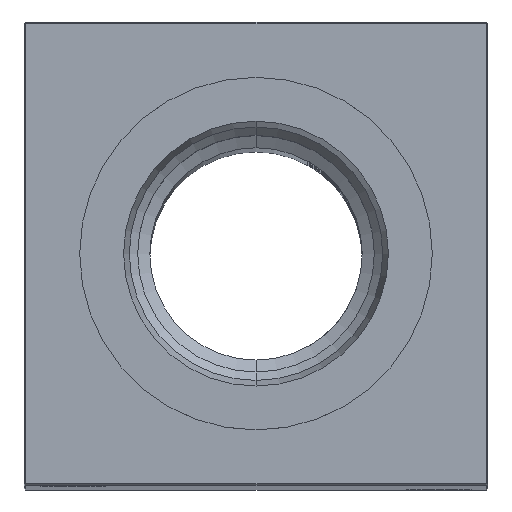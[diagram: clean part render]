
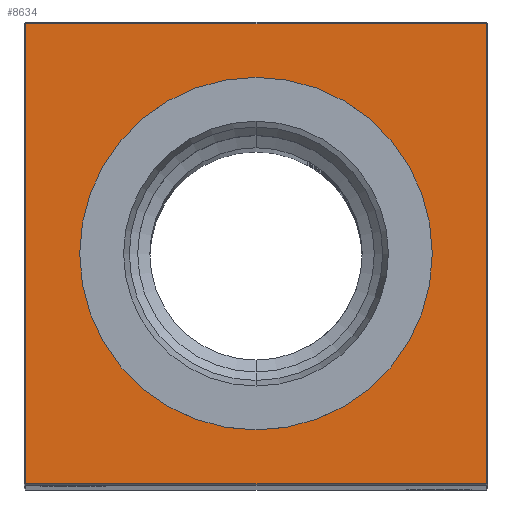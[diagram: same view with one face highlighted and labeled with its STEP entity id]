
A CAD part, top view. The second image highlights one B-rep face of the part: STEP entity #8634.
In plain terms, the highlighted planar face has unit normal (0, 0, 1).
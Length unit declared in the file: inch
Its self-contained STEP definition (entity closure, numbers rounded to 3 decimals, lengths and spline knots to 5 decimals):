
#1452 = CARTESIAN_POINT ( 'NONE',  ( 0., 1.14173, 17.5 ) ) ;
#1747 = ORIENTED_EDGE ( 'NONE', *, *, #10144, .T. ) ;
#1754 = CARTESIAN_POINT ( 'NONE',  ( 0., 0., 17.5 ) ) ;
#1921 = LINE ( 'NONE', #8501, #9097 ) ;
#2411 = ORIENTED_EDGE ( 'NONE', *, *, #22724, .T. ) ;
#2738 = EDGE_LOOP ( 'NONE', ( #1747, #8764, #3808, #2411 ) ) ;
#2900 = DIRECTION ( 'NONE',  ( 0., 1., 0. ) ) ;
#3808 = ORIENTED_EDGE ( 'NONE', *, *, #9054, .T. ) ;
#4323 = VERTEX_POINT ( 'NONE', #14359 ) ;
#4753 = CARTESIAN_POINT ( 'NONE',  ( 0., -1.49, 17.5 ) ) ;
#5120 = VERTEX_POINT ( 'NONE', #23142 ) ;
#5371 = CARTESIAN_POINT ( 'NONE',  ( 1.49, 0., 17.5 ) ) ;
#5448 = DIRECTION ( 'NONE',  ( 0., 0., -1. ) ) ;
#7623 = VERTEX_POINT ( 'NONE', #1452 ) ;
#7721 = AXIS2_PLACEMENT_3D ( 'NONE', #24287, #5448, #11780 ) ;
#7839 = VECTOR ( 'NONE', #2900, 39.37008 ) ;
#8007 = AXIS2_PLACEMENT_3D ( 'NONE', #24975, #12739, #8065 ) ;
#8065 = DIRECTION ( 'NONE',  ( -1., 0., 0. ) ) ;
#8501 = CARTESIAN_POINT ( 'NONE',  ( -1.49, 0., 17.5 ) ) ;
#8634 = ADVANCED_FACE ( 'NONE', ( #25241, #25385 ), #14801, .F. ) ;
#8764 = ORIENTED_EDGE ( 'NONE', *, *, #25712, .T. ) ;
#8845 = CARTESIAN_POINT ( 'NONE',  ( -1.49, -1.49, 17.5 ) ) ;
#9054 = EDGE_CURVE ( 'NONE', #4323, #11790, #15827, .T. ) ;
#9097 = VECTOR ( 'NONE', #16631, 39.37008 ) ;
#9441 = CIRCLE ( 'NONE', #10308, 1.14173 ) ;
#9546 = VECTOR ( 'NONE', #13420, 39.37008 ) ;
#9647 = EDGE_CURVE ( 'NONE', #12353, #7623, #9441, .T. ) ;
#10133 = DIRECTION ( 'NONE',  ( -1., 0., 0. ) ) ;
#10144 = EDGE_CURVE ( 'NONE', #5120, #17686, #1921, .T. ) ;
#10308 = AXIS2_PLACEMENT_3D ( 'NONE', #1754, #12332, #10133 ) ;
#10748 = CARTESIAN_POINT ( 'NONE',  ( 1.49, 1.49, 17.5 ) ) ;
#11780 = DIRECTION ( 'NONE',  ( -1., 0., 0. ) ) ;
#11790 = VERTEX_POINT ( 'NONE', #10748 ) ;
#12332 = DIRECTION ( 'NONE',  ( 0., 0., -1. ) ) ;
#12353 = VERTEX_POINT ( 'NONE', #23294 ) ;
#12739 = DIRECTION ( 'NONE',  ( 0., 0., -1. ) ) ;
#13420 = DIRECTION ( 'NONE',  ( 1., 0., 0. ) ) ;
#13970 = LINE ( 'NONE', #16025, #25057 ) ;
#14045 = EDGE_CURVE ( 'NONE', #7623, #12353, #16068, .T. ) ;
#14359 = CARTESIAN_POINT ( 'NONE',  ( 1.49, -1.49, 17.5 ) ) ;
#14801 = PLANE ( 'NONE',  #8007 ) ;
#15099 = ORIENTED_EDGE ( 'NONE', *, *, #9647, .T. ) ;
#15827 = LINE ( 'NONE', #5371, #7839 ) ;
#16025 = CARTESIAN_POINT ( 'NONE',  ( 0., 1.49, 17.5 ) ) ;
#16068 = CIRCLE ( 'NONE', #7721, 1.14173 ) ;
#16631 = DIRECTION ( 'NONE',  ( 0., -1., 0. ) ) ;
#17686 = VERTEX_POINT ( 'NONE', #8845 ) ;
#19337 = LINE ( 'NONE', #4753, #9546 ) ;
#19736 = ORIENTED_EDGE ( 'NONE', *, *, #14045, .T. ) ;
#22724 = EDGE_CURVE ( 'NONE', #11790, #5120, #13970, .T. ) ;
#23142 = CARTESIAN_POINT ( 'NONE',  ( -1.49, 1.49, 17.5 ) ) ;
#23294 = CARTESIAN_POINT ( 'NONE',  ( 0., -1.14173, 17.5 ) ) ;
#24287 = CARTESIAN_POINT ( 'NONE',  ( 0., 0., 17.5 ) ) ;
#24975 = CARTESIAN_POINT ( 'NONE',  ( 0., 0., 17.5 ) ) ;
#25057 = VECTOR ( 'NONE', #26217, 39.37008 ) ;
#25241 = FACE_OUTER_BOUND ( 'NONE', #2738, .T. ) ;
#25385 = FACE_BOUND ( 'NONE', #26985, .T. ) ;
#25712 = EDGE_CURVE ( 'NONE', #17686, #4323, #19337, .T. ) ;
#26217 = DIRECTION ( 'NONE',  ( -1., 0., 0. ) ) ;
#26985 = EDGE_LOOP ( 'NONE', ( #19736, #15099 ) ) ;
